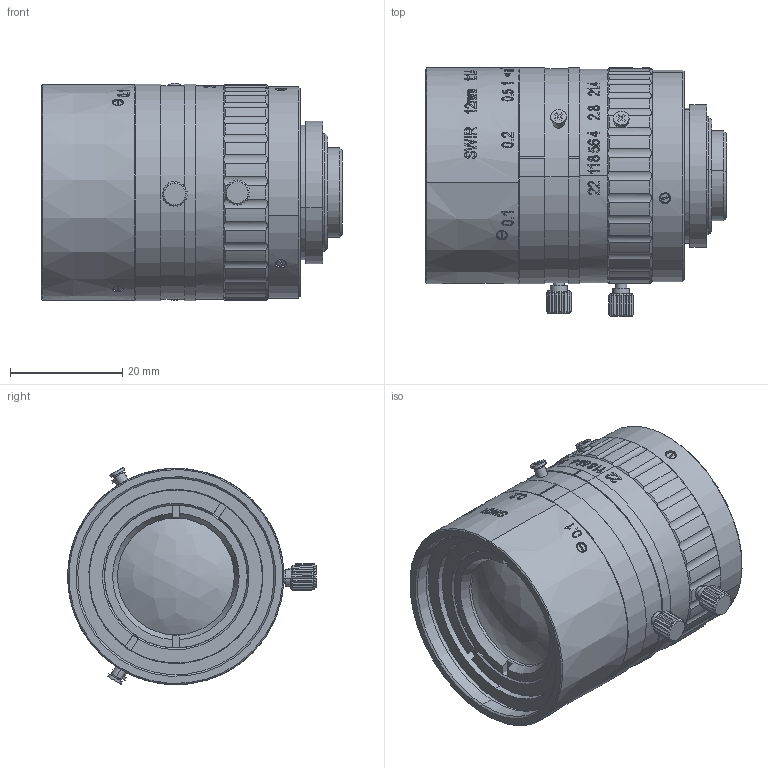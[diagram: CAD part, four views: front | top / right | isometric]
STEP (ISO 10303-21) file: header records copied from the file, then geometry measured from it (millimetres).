
FILE_DESCRIPTION (( 'STEP AP214' ), '1' );
FILE_NAME ('VA-LCM-2MP-12MM-F1.4-015-SWIR.STEP', '2023-07-12T06:01:06', ( '' ), ( '' ), 'SwSTEP 2.0', 'SolidWorks 2014', '' );
FILE_SCHEMA (( 'AUTOMOTIVE_DESIGN' ));
Length unit declared in the file: millimetre
Products named in the file (1): VA-LCM-2MP-12MM-F1.4-015-SWIR
Bounding box: 53.58 x 44.25 x 38.68 mm (x, y, z)
Surface area: 12216.4 mm2 (no closed solid volume)
Topology: 0 solids, 68 shells, 550 faces, 2449 edges, 1917 vertices
Faces by surface type: plane 214, cylinder 182, cone 117, bspline 37
Entity records: 45933 total; most frequent: CARTESIAN_POINT 22413, ORIENTED_EDGE 3570, DIRECTION 2819, EDGE_CURVE 2445, VERTEX_POINT 1915, B_SPLINE_CURVE_WITH_KNOTS 1133, AXIS2_PLACEMENT_3D 1009, LINE 801
